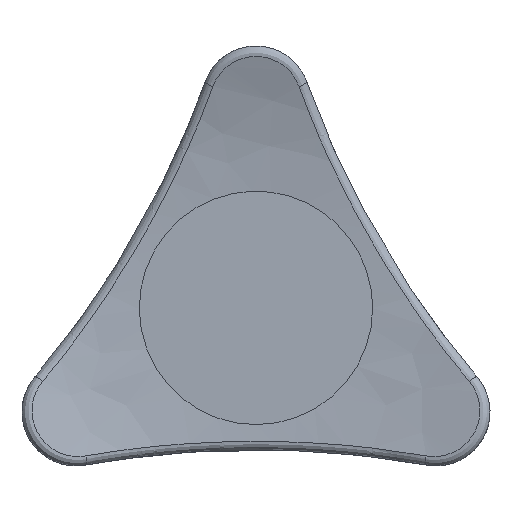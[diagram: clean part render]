
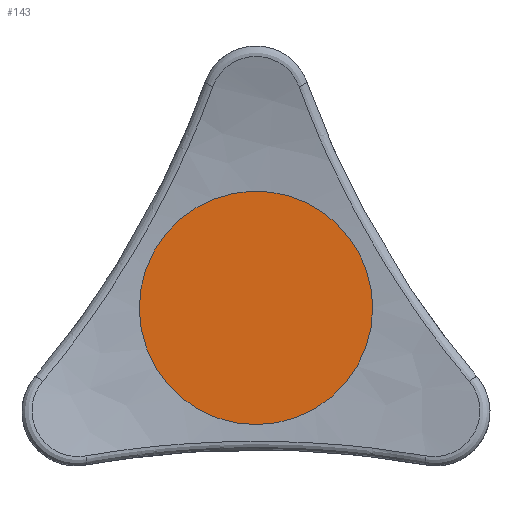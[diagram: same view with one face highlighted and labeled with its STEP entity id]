
A CAD part, top view. The second image highlights one B-rep face of the part: STEP entity #143.
In plain terms, the highlighted planar face has unit normal (0, 0, 1).
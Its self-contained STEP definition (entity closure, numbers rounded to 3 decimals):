
#143 = ADVANCED_FACE( '', ( #293 ), #294, .F. );
#293 = FACE_OUTER_BOUND( '', #3254, .T. );
#294 = PLANE( '', #3255 );
#3254 = EDGE_LOOP( '', ( #3500 ) );
#3255 = AXIS2_PLACEMENT_3D( '', #3501, #3502, #3503 );
#3500 = ORIENTED_EDGE( '', *, *, #3543, .T. );
#3501 = CARTESIAN_POINT( '', ( 0., 0., 20. ) );
#3502 = DIRECTION( '', ( 0., 0., -1. ) );
#3503 = DIRECTION( '', ( -1., 0., 0. ) );
#3543 = EDGE_CURVE( '', #3683, #3683, #3684, .T. );
#3683 = VERTEX_POINT( '', #4740 );
#3684 = CIRCLE( '', #4741, 7.575 );
#4740 = CARTESIAN_POINT( '', ( 7.575, 0., 20. ) );
#4741 = AXIS2_PLACEMENT_3D( '', #5428, #5429, #5430 );
#5428 = CARTESIAN_POINT( '', ( 0., 0., 20. ) );
#5429 = DIRECTION( '', ( 0., 0., 1. ) );
#5430 = DIRECTION( '', ( 1., 0., 0. ) );
